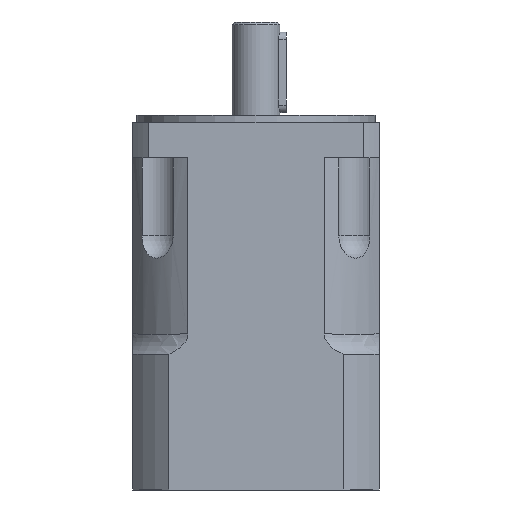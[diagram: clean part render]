
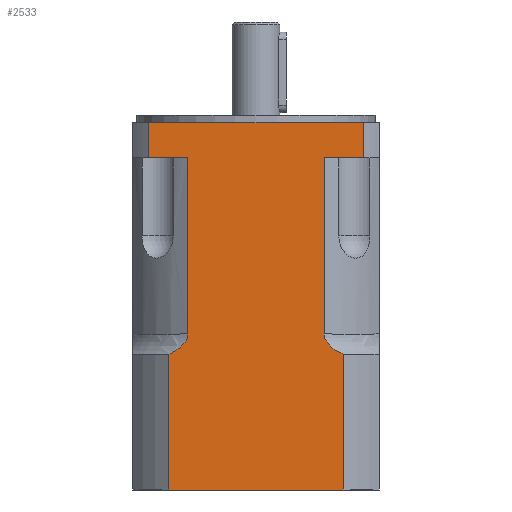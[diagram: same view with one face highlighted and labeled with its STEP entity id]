
A CAD part, front view. The second image highlights one B-rep face of the part: STEP entity #2533.
In plain terms, the highlighted planar face has unit normal (0, -1, 0).
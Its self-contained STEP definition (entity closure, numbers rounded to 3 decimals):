
#929=CARTESIAN_POINT('',(-42.708,-49.0,146.0));
#930=VERTEX_POINT('',#929);
#931=CARTESIAN_POINT('',(-42.708,-49.0,132.0));
#932=VERTEX_POINT('',#931);
#933=CARTESIAN_POINT('',(-42.708,-49.0,146.0));
#934=DIRECTION('',(0.0,0.0,-1.0));
#935=VECTOR('',#934,14.0);
#936=LINE('',#933,#935);
#937=EDGE_CURVE('',#930,#932,#936,.T.);
#981=CARTESIAN_POINT('',(42.708,-49.0,146.0));
#982=VERTEX_POINT('',#981);
#990=CARTESIAN_POINT('',(42.708,-49.0,132.0));
#991=VERTEX_POINT('',#990);
#992=CARTESIAN_POINT('',(42.708,-49.0,132.0));
#993=DIRECTION('',(0.0,0.0,1.0));
#994=VECTOR('',#993,14.0);
#995=LINE('',#992,#994);
#996=EDGE_CURVE('',#991,#982,#995,.T.);
#1280=CARTESIAN_POINT('',(-27.111,-49.,132.0));
#1281=VERTEX_POINT('',#1280);
#1289=CARTESIAN_POINT('',(-27.111,-49.,132.0));
#1290=DIRECTION('',(-1.0,0.0,0.0));
#1291=VECTOR('',#1290,15.597);
#1292=LINE('',#1289,#1291);
#1293=EDGE_CURVE('',#1281,#932,#1292,.T.);
#1510=CARTESIAN_POINT('',(27.111,-49.,132.0));
#1511=VERTEX_POINT('',#1510);
#1512=CARTESIAN_POINT('',(42.708,-49.0,132.0));
#1513=DIRECTION('',(-1.0,0.0,0.0));
#1514=VECTOR('',#1513,15.597);
#1515=LINE('',#1512,#1514);
#1516=EDGE_CURVE('',#991,#1511,#1515,.T.);
#1705=CARTESIAN_POINT('',(42.708,-49.0,146.0));
#1706=DIRECTION('',(-1.0,0.0,0.0));
#1707=VECTOR('',#1706,85.417);
#1708=LINE('',#1705,#1707);
#1709=EDGE_CURVE('',#982,#930,#1708,.T.);
#2086=CARTESIAN_POINT('',(-27.111,-49.,62.));
#2087=VERTEX_POINT('',#2086);
#2088=CARTESIAN_POINT('',(-34.627,-49.,54.0));
#2089=VERTEX_POINT('',#2088);
#2090=CARTESIAN_POINT('',(-27.111,-49.,62.));
#2091=CARTESIAN_POINT('',(-27.111,-49.,61.676));
#2092=CARTESIAN_POINT('',(-27.148,-49.,61.31));
#2093=CARTESIAN_POINT('',(-27.221,-49.,60.968));
#2094=CARTESIAN_POINT('',(-27.251,-49.,60.828));
#2095=CARTESIAN_POINT('',(-27.286,-49.,60.692));
#2096=CARTESIAN_POINT('',(-27.324,-49.,60.564));
#2097=CARTESIAN_POINT('',(-27.36,-49.,60.444));
#2098=CARTESIAN_POINT('',(-27.4,-49.,60.324));
#2099=CARTESIAN_POINT('',(-27.447,-49.,60.2));
#2100=CARTESIAN_POINT('',(-27.589,-49.,59.82));
#2101=CARTESIAN_POINT('',(-27.786,-49.,59.43));
#2102=CARTESIAN_POINT('',(-27.99,-49.,59.096));
#2103=CARTESIAN_POINT('',(-28.065,-49.,58.974));
#2104=CARTESIAN_POINT('',(-28.141,-49.,58.858));
#2105=CARTESIAN_POINT('',(-28.222,-49.,58.74));
#2106=CARTESIAN_POINT('',(-28.674,-49.,58.086));
#2107=CARTESIAN_POINT('',(-29.259,-49.,57.456));
#2108=CARTESIAN_POINT('',(-29.896,-49.,56.897));
#2109=CARTESIAN_POINT('',(-30.361,-49.,56.488));
#2110=CARTESIAN_POINT('',(-30.853,-49.,56.117));
#2111=CARTESIAN_POINT('',(-31.331,-49.,55.792));
#2112=CARTESIAN_POINT('',(-31.515,-49.,55.667));
#2113=CARTESIAN_POINT('',(-31.698,-49.,55.548));
#2114=CARTESIAN_POINT('',(-31.889,-49.,55.428));
#2115=CARTESIAN_POINT('',(-32.724,-49.,54.906));
#2116=CARTESIAN_POINT('',(-33.664,-49.,54.417));
#2117=CARTESIAN_POINT('',(-34.627,-49.,54.0));
#2118=B_SPLINE_CURVE_WITH_KNOTS('',3,(#2090,#2091,#2092,#2093,#2094,#2095,#2096,#2097,#2098,#2099,#2100,#2101,#2102,#2103,#2104,#2105,#2106,#2107,#2108,#2109,#2110,#2111,#2112,#2113,#2114,#2115,#2116,#2117),.UNSPECIFIED.,.F.,.U.,(4,3,3,3,3,3,3,3,3,4),(3.804,3.902,3.941,3.978,4.093,4.135,4.369,4.54,4.605,4.893),.UNSPECIFIED.);
#2119=EDGE_CURVE('',#2087,#2089,#2118,.T.);
#2275=CARTESIAN_POINT('',(-27.111,-49.,132.0));
#2276=DIRECTION('',(0.0,0.0,-1.0));
#2277=VECTOR('',#2276,70.);
#2278=LINE('',#2275,#2277);
#2279=EDGE_CURVE('',#1281,#2087,#2278,.T.);
#2330=CARTESIAN_POINT('',(27.111,-49.,62.));
#2331=VERTEX_POINT('',#2330);
#2339=CARTESIAN_POINT('',(34.627,-49.,54.0));
#2340=VERTEX_POINT('',#2339);
#2341=CARTESIAN_POINT('',(34.627,-49.,54.0));
#2342=CARTESIAN_POINT('',(33.545,-49.,54.468));
#2343=CARTESIAN_POINT('',(32.494,-49.,55.028));
#2344=CARTESIAN_POINT('',(31.585,-49.,55.622));
#2345=CARTESIAN_POINT('',(31.419,-49.,55.731));
#2346=CARTESIAN_POINT('',(31.255,-49.,55.842));
#2347=CARTESIAN_POINT('',(31.089,-49.,55.96));
#2348=CARTESIAN_POINT('',(30.383,-49.,56.459));
#2349=CARTESIAN_POINT('',(29.663,-49.,57.057));
#2350=CARTESIAN_POINT('',(29.05,-49.,57.716));
#2351=CARTESIAN_POINT('',(28.841,-49.,57.941));
#2352=CARTESIAN_POINT('',(28.643,-49.,58.174));
#2353=CARTESIAN_POINT('',(28.462,-49.,58.41));
#2354=CARTESIAN_POINT('',(28.348,-49.,58.559));
#2355=CARTESIAN_POINT('',(28.241,-49.,58.709));
#2356=CARTESIAN_POINT('',(28.14,-49.,58.861));
#2357=CARTESIAN_POINT('',(28.057,-49.,58.986));
#2358=CARTESIAN_POINT('',(27.979,-49.,59.111));
#2359=CARTESIAN_POINT('',(27.901,-49.,59.246));
#2360=CARTESIAN_POINT('',(27.781,-49.,59.453));
#2361=CARTESIAN_POINT('',(27.666,-49.,59.677));
#2362=CARTESIAN_POINT('',(27.567,-49.,59.903));
#2363=CARTESIAN_POINT('',(27.477,-49.,60.109));
#2364=CARTESIAN_POINT('',(27.4,-49.,60.317));
#2365=CARTESIAN_POINT('',(27.339,-49.,60.515));
#2366=CARTESIAN_POINT('',(27.303,-49.,60.634));
#2367=CARTESIAN_POINT('',(27.269,-49.,60.757));
#2368=CARTESIAN_POINT('',(27.239,-49.,60.886));
#2369=CARTESIAN_POINT('',(27.162,-49.,61.219));
#2370=CARTESIAN_POINT('',(27.118,-49.,61.581));
#2371=CARTESIAN_POINT('',(27.112,-49.,61.907));
#2372=CARTESIAN_POINT('',(27.111,-49.,61.939));
#2373=CARTESIAN_POINT('',(27.111,-49.,61.969));
#2374=CARTESIAN_POINT('',(27.111,-49.,62.));
#2375=B_SPLINE_CURVE_WITH_KNOTS('',3,(#2341,#2342,#2343,#2344,#2345,#2346,#2347,#2348,#2349,#2350,#2351,#2352,#2353,#2354,#2355,#2356,#2357,#2358,#2359,#2360,#2361,#2362,#2363,#2364,#2365,#2366,#2367,#2368,#2369,#2370,#2371,#2372,#2373,#2374),.UNSPECIFIED.,.F.,.U.,(4,3,3,3,3,3,3,3,3,3,3,4),(2.716,3.039,3.098,3.349,3.434,3.488,3.533,3.601,3.662,3.699,3.795,3.804),.UNSPECIFIED.);
#2376=EDGE_CURVE('',#2340,#2331,#2375,.T.);
#2395=CARTESIAN_POINT('',(27.111,-49.,62.));
#2396=DIRECTION('',(0.0,0.0,1.0));
#2397=VECTOR('',#2396,70.);
#2398=LINE('',#2395,#2397);
#2399=EDGE_CURVE('',#2331,#1511,#2398,.T.);
#2415=CARTESIAN_POINT('',(34.627,-49.,0.));
#2416=VERTEX_POINT('',#2415);
#2417=CARTESIAN_POINT('',(34.627,-49.,54.0));
#2418=DIRECTION('',(0.0,0.0,-1.0));
#2419=VECTOR('',#2418,54.);
#2420=LINE('',#2417,#2419);
#2421=EDGE_CURVE('',#2340,#2416,#2420,.T.);
#2491=CARTESIAN_POINT('',(-34.627,-49.,0.));
#2492=VERTEX_POINT('',#2491);
#2500=CARTESIAN_POINT('',(-34.627,-49.,0.));
#2501=DIRECTION('',(0.0,0.0,1.0));
#2502=VECTOR('',#2501,54.);
#2503=LINE('',#2500,#2502);
#2504=EDGE_CURVE('',#2492,#2089,#2503,.T.);
#2509=CARTESIAN_POINT('',(-49.,-49.,132.0));
#2510=DIRECTION('',(0.0,-1.0,0.0));
#2511=DIRECTION('',(0.0,0.0,-1.0));
#2512=AXIS2_PLACEMENT_3D('',#2509,#2510,#2511);
#2513=PLANE('',#2512);
#2514=ORIENTED_EDGE('',*,*,#937,.T.);
#2515=ORIENTED_EDGE('',*,*,#1293,.F.);
#2516=ORIENTED_EDGE('',*,*,#2279,.T.);
#2517=ORIENTED_EDGE('',*,*,#2119,.T.);
#2518=ORIENTED_EDGE('',*,*,#2504,.F.);
#2519=CARTESIAN_POINT('',(34.627,-49.,0.));
#2520=DIRECTION('',(-1.0,0.0,0.0));
#2521=VECTOR('',#2520,69.253);
#2522=LINE('',#2519,#2521);
#2523=EDGE_CURVE('',#2416,#2492,#2522,.T.);
#2524=ORIENTED_EDGE('',*,*,#2523,.F.);
#2525=ORIENTED_EDGE('',*,*,#2421,.F.);
#2526=ORIENTED_EDGE('',*,*,#2376,.T.);
#2527=ORIENTED_EDGE('',*,*,#2399,.T.);
#2528=ORIENTED_EDGE('',*,*,#1516,.F.);
#2529=ORIENTED_EDGE('',*,*,#996,.T.);
#2530=ORIENTED_EDGE('',*,*,#1709,.T.);
#2531=EDGE_LOOP('',(#2514,#2515,#2516,#2517,#2518,#2524,#2525,#2526,#2527,#2528,#2529,#2530));
#2532=FACE_OUTER_BOUND('',#2531,.T.);
#2533=ADVANCED_FACE('',(#2532),#2513,.T.);
